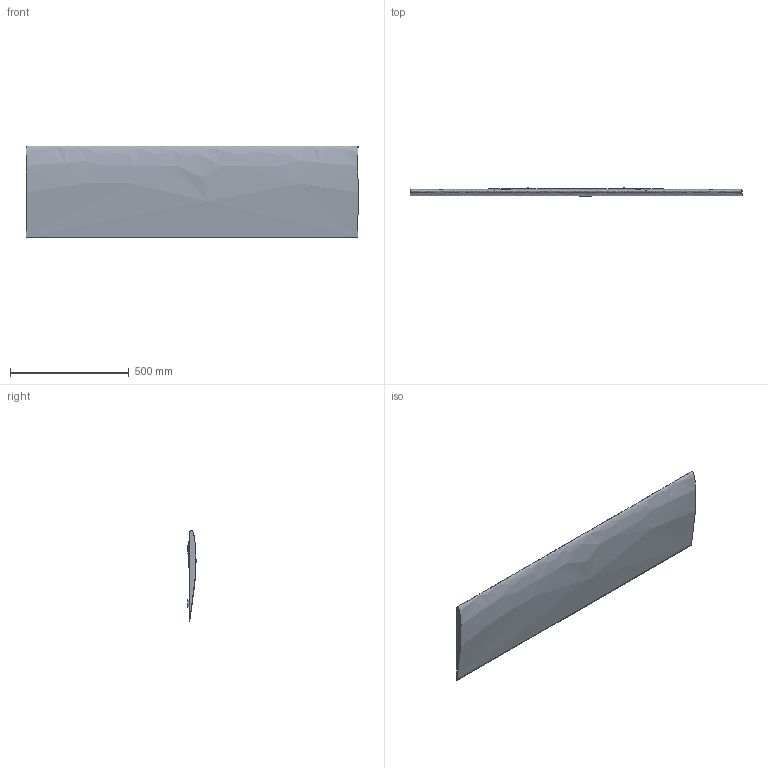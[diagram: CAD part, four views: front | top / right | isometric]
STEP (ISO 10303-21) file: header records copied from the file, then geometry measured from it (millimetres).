
FILE_DESCRIPTION (( 'STEP AP214' ), '1' );
FILE_NAME ('FW1_v1.STEP', '2024-11-14T16:03:05', ( '' ), ( '' ), 'SwSTEP 2.0', 'SolidWorks 2024', '' );
FILE_SCHEMA (( 'AUTOMOTIVE_DESIGN' ));
Length unit declared in the file: inch
Products named in the file (1): FW1_v1
Bounding box: 1397 x 34.25 x 384.43 mm (x, y, z)
Volume: 9464927.1 mm3; surface area: 1101660.9 mm2
Topology: 1 solids, 1 shells, 25 faces, 57 edges, 38 vertices
Faces by surface type: plane 24, bspline 1
Entity records: 1042 total; most frequent: CARTESIAN_POINT 468, ORIENTED_EDGE 114, DIRECTION 97, EDGE_CURVE 57, LINE 47, VECTOR 47, VERTEX_POINT 38, EDGE_LOOP 29
